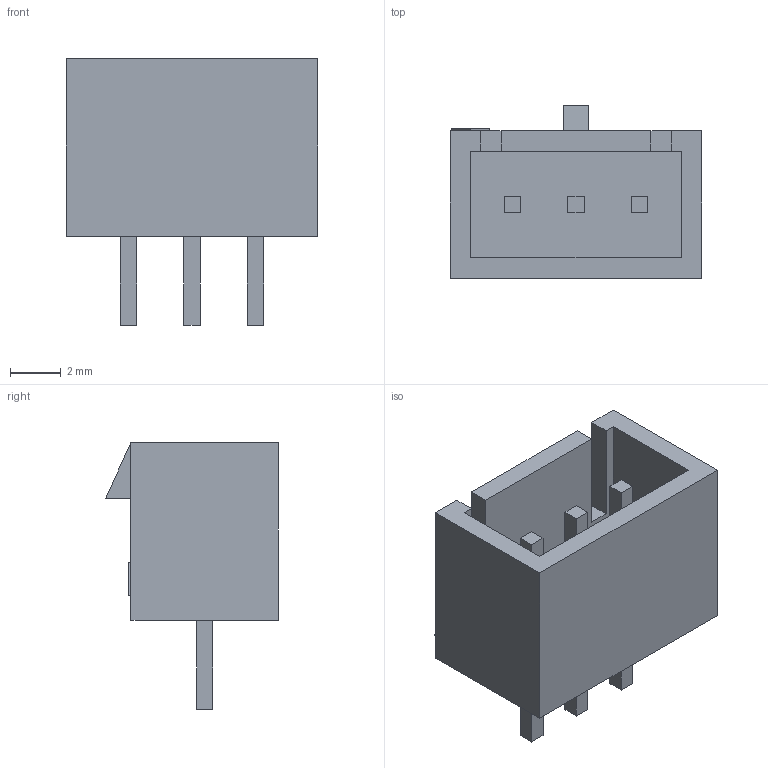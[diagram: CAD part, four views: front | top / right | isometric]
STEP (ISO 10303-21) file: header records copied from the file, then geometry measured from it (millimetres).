
FILE_DESCRIPTION(('FreeCAD Model'),'2;1');
FILE_NAME( '연호전자_SMW200-03P.STEP', '2021-04-12T19:55:17',('Author'),(''), 'Open CASCADE STEP processor 7.3','FreeCAD','Unknown');
FILE_SCHEMA(('AUTOMOTIVE_DESIGN { 1 0 10303 214 1 1 1 1 }'));
Length unit declared in the file: millimetre
Products named in the file (1): Body
Bounding box: 9.9 x 6.8 x 10.5 mm (x, y, z)
Volume: 232.9 mm3; surface area: 521.1 mm2
Topology: 1 solids, 1 shells, 56 faces, 139 edges, 92 vertices
Faces by surface type: plane 56
Entity records: 1648 total; most frequent: CARTESIAN_POINT 288, ORIENTED_EDGE 278, DIRECTION 253, EDGE_CURVE 139, LINE 139, VECTOR 139, VERTEX_POINT 92, FACE_BOUND 63
